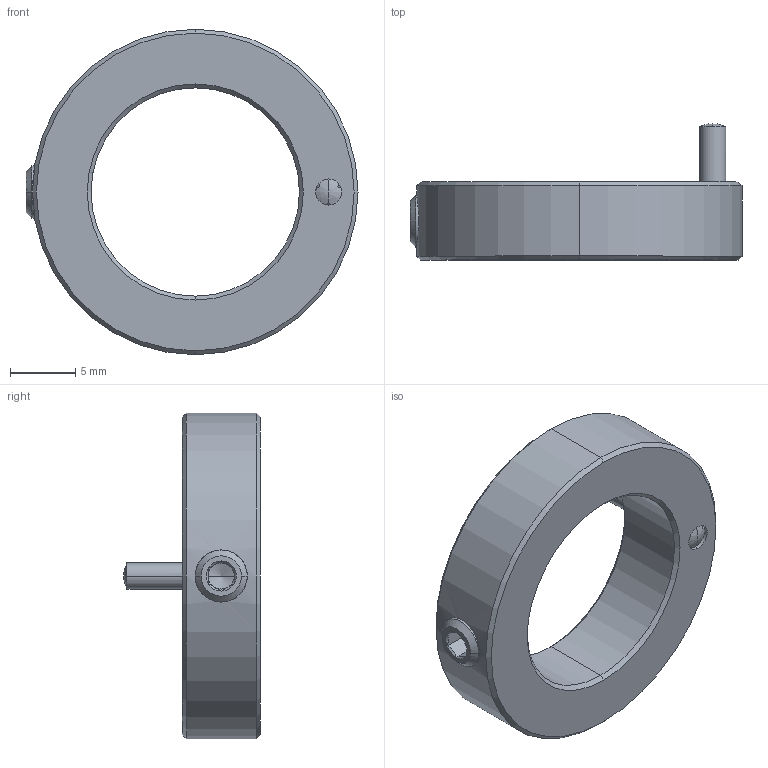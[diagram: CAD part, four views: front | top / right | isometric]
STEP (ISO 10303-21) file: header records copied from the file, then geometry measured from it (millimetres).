
FILE_DESCRIPTION (( 'STEP AP214' ), '1' );
FILE_NAME ('23310.0345.STEP', '2023-06-14T09:57:09', ( '' ), ( '' ), 'SwSTEP 2.0', 'SolidWorks 2021', '' );
FILE_SCHEMA (( 'AUTOMOTIVE_DESIGN' ));
Length unit declared in the file: millimetre
Products named in the file (1): 23310.0345
Bounding box: 25.5 x 10.49 x 25 mm (x, y, z)
Volume: 1735.6 mm3; surface area: 1436.8 mm2
Topology: 2 solids, 2 shells, 64 faces, 141 edges, 79 vertices
Faces by surface type: cone 27, plane 17, cylinder 16, bspline 4
Entity records: 2638 total; most frequent: CARTESIAN_POINT 567, DIRECTION 284, ORIENTED_EDGE 270, EDGE_CURVE 135, AXIS2_PLACEMENT_3D 122, VERTEX_POINT 79, EDGE_LOOP 72, UNCERTAINTY_MEASURE_WITH_UNIT 67
